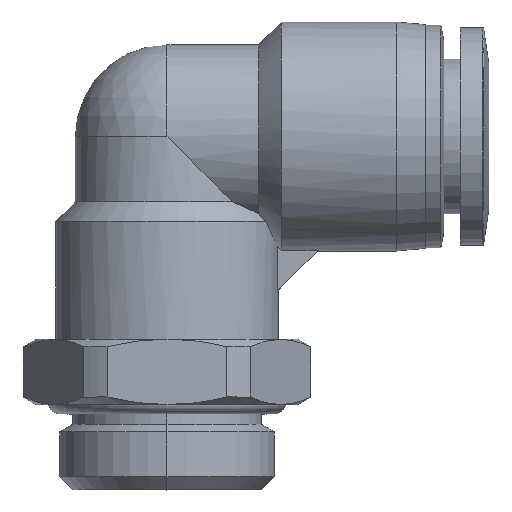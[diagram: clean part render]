
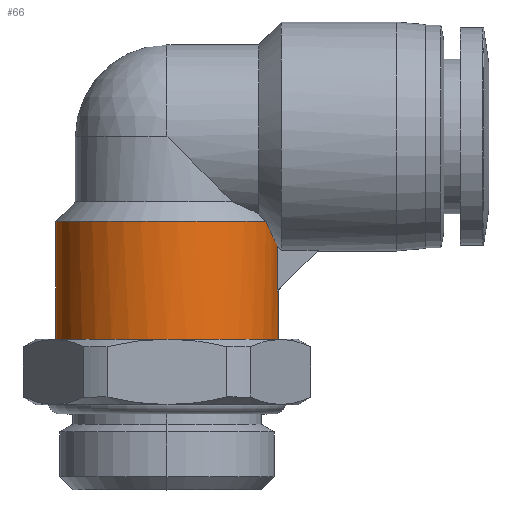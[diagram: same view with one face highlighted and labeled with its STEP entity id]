
A CAD part, top view. The second image highlights one B-rep face of the part: STEP entity #66.
In plain terms, the highlighted cylindrical face has radius 8.5 mm (diameter 17 mm), a partial arc.
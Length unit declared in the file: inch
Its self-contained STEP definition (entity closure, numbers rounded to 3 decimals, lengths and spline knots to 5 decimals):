
#31 = EDGE_CURVE ( 'NONE', #1096, #2279, #1078, .T. ) ;
#47 = DIRECTION ( 'NONE',  ( -1., 0., 0. ) ) ;
#66 = ADVANCED_FACE ( 'NONE', ( #669 ), #2262, .T. ) ;
#71 = CARTESIAN_POINT ( 'NONE',  ( 0.32903, 0.28689, 0.06198 ) ) ;
#92 = CARTESIAN_POINT ( 'NONE',  ( 0.33232, 0.28025, 0.03937 ) ) ;
#101 = CARTESIAN_POINT ( 'NONE',  ( 0.32434, 0.29653, 0.08313 ) ) ;
#114 = CARTESIAN_POINT ( 'NONE',  ( 0.29789, 0.35433, 0.15248 ) ) ;
#115 = AXIS2_PLACEMENT_3D ( 'NONE', #2351, #1310, #2609 ) ;
#145 = DIRECTION ( 'NONE',  ( 0., -1., 0. ) ) ;
#191 = ORIENTED_EDGE ( 'NONE', *, *, #1778, .F. ) ;
#247 = EDGE_LOOP ( 'NONE', ( #2441, #2027, #2492, #191, #1664, #1658, #1075 ) ) ;
#285 = DIRECTION ( 'NONE',  ( 0., -1., 0. ) ) ;
#308 = VECTOR ( 'NONE', #145, 39.37008 ) ;
#324 = DIRECTION ( 'NONE',  ( -1., 0., 0. ) ) ;
#328 = DIRECTION ( 'NONE',  ( 0., 1., 0. ) ) ;
#340 = CARTESIAN_POINT ( 'NONE',  ( 0.33232, 0.28025, 0.03937 ) ) ;
#343 = CARTESIAN_POINT ( 'NONE',  ( 0.33465, 0.14764, 0.01316 ) ) ;
#416 = CIRCLE ( 'NONE', #2649, 0.33465 ) ;
#551 = CARTESIAN_POINT ( 'NONE',  ( 0.29789, 0.35433, 0.15248 ) ) ;
#554 = CARTESIAN_POINT ( 'NONE',  ( 0.33232, 0.14531, 0.03937 ) ) ;
#578 = CARTESIAN_POINT ( 'NONE',  ( 0.33232, 0.22566, 0.03937 ) ) ;
#669 = FACE_OUTER_BOUND ( 'NONE', #247, .T. ) ;
#701 = DIRECTION ( 'NONE',  ( 0., 1., 0. ) ) ;
#746 = EDGE_CURVE ( 'NONE', #2765, #756, #1454, .T. ) ;
#756 = VERTEX_POINT ( 'NONE', #92 ) ;
#797 = EDGE_CURVE ( 'NONE', #2461, #1005, #1044, .T. ) ;
#930 = CARTESIAN_POINT ( 'NONE',  ( 0.33232, 0.14531, 0.03937 ) ) ;
#1005 = VERTEX_POINT ( 'NONE', #2345 ) ;
#1044 = LINE ( 'NONE', #1793, #2769 ) ;
#1075 = ORIENTED_EDGE ( 'NONE', *, *, #31, .F. ) ;
#1078 = LINE ( 'NONE', #1110, #2565 ) ;
#1096 = VERTEX_POINT ( 'NONE', #1709 ) ;
#1110 = CARTESIAN_POINT ( 'NONE',  ( -0.33465, 0.17717, 0. ) ) ;
#1213 = CARTESIAN_POINT ( 'NONE',  ( 0.33387, 0.14686, 0.0263 ) ) ;
#1310 = DIRECTION ( 'NONE',  ( 0., 1., 0. ) ) ;
#1454 = B_SPLINE_CURVE_WITH_KNOTS ( 'NONE', 3,
 ( #114, #1585, #1619, #2202, #101, #71, #2033, #340 ),
 .UNSPECIFIED., .F., .F.,
 ( 4, 2, 2, 4 ),
 ( 0., 0.00179, 0.00269, 0.00358 ),
 .UNSPECIFIED. ) ;
#1463 = LINE ( 'NONE', #578, #308 ) ;
#1545 = EDGE_CURVE ( 'NONE', #1005, #1983, #2712, .T. ) ;
#1585 = CARTESIAN_POINT ( 'NONE',  ( 0.30533, 0.337, 0.13794 ) ) ;
#1619 = CARTESIAN_POINT ( 'NONE',  ( 0.3124, 0.32163, 0.12159 ) ) ;
#1650 = CARTESIAN_POINT ( 'NONE',  ( 0.33465, 0.14764, 0. ) ) ;
#1658 = ORIENTED_EDGE ( 'NONE', *, *, #2102, .T. ) ;
#1664 = ORIENTED_EDGE ( 'NONE', *, *, #746, .F. ) ;
#1709 = CARTESIAN_POINT ( 'NONE',  ( -0.33465, 0., 0. ) ) ;
#1778 = EDGE_CURVE ( 'NONE', #756, #1983, #1463, .T. ) ;
#1793 = CARTESIAN_POINT ( 'NONE',  ( 0.33465, 0.17717, 0. ) ) ;
#1842 = CARTESIAN_POINT ( 'NONE',  ( 0.33465, 0., 0. ) ) ;
#1870 = AXIS2_PLACEMENT_3D ( 'NONE', #2427, #285, #324 ) ;
#1983 = VERTEX_POINT ( 'NONE', #930 ) ;
#2027 = ORIENTED_EDGE ( 'NONE', *, *, #797, .T. ) ;
#2033 = CARTESIAN_POINT ( 'NONE',  ( 0.33095, 0.28302, 0.05095 ) ) ;
#2102 = EDGE_CURVE ( 'NONE', #2765, #2279, #2193, .T. ) ;
#2163 = DIRECTION ( 'NONE',  ( 0., 1., 0. ) ) ;
#2193 = CIRCLE ( 'NONE', #1870, 0.33465 ) ;
#2202 = CARTESIAN_POINT ( 'NONE',  ( 0.32153, 0.30235, 0.0933 ) ) ;
#2219 = CARTESIAN_POINT ( 'NONE',  ( -0.33465, 0.35433, 0. ) ) ;
#2262 = CYLINDRICAL_SURFACE ( 'NONE', #115, 0.33465 ) ;
#2279 = VERTEX_POINT ( 'NONE', #2219 ) ;
#2345 = CARTESIAN_POINT ( 'NONE',  ( 0.33465, 0.14764, 0. ) ) ;
#2351 = CARTESIAN_POINT ( 'NONE',  ( 0., 0.17717, 0. ) ) ;
#2427 = CARTESIAN_POINT ( 'NONE',  ( 0., 0.35433, 0. ) ) ;
#2441 = ORIENTED_EDGE ( 'NONE', *, *, #2600, .T. ) ;
#2461 = VERTEX_POINT ( 'NONE', #1842 ) ;
#2492 = ORIENTED_EDGE ( 'NONE', *, *, #1545, .T. ) ;
#2565 = VECTOR ( 'NONE', #701, 39.37008 ) ;
#2580 = CARTESIAN_POINT ( 'NONE',  ( 0., 0., 0. ) ) ;
#2600 = EDGE_CURVE ( 'NONE', #1096, #2461, #416, .T. ) ;
#2609 = DIRECTION ( 'NONE',  ( -1., 0., 0. ) ) ;
#2649 = AXIS2_PLACEMENT_3D ( 'NONE', #2580, #2163, #47 ) ;
#2712 =( BOUNDED_CURVE ( )  B_SPLINE_CURVE ( 3, ( #1650, #343, #1213, #554 ),
 .UNSPECIFIED., .F., .T. ) 
 B_SPLINE_CURVE_WITH_KNOTS ( ( 4, 4 ),
 ( 0., 0.11792 ),
 .UNSPECIFIED. ) 
 CURVE ( )  GEOMETRIC_REPRESENTATION_ITEM ( )  RATIONAL_B_SPLINE_CURVE ( ( 1., 0.999, 0.999, 1. ) ) 
 REPRESENTATION_ITEM ( '' )  );
#2765 = VERTEX_POINT ( 'NONE', #551 ) ;
#2769 = VECTOR ( 'NONE', #328, 39.37008 ) ;
